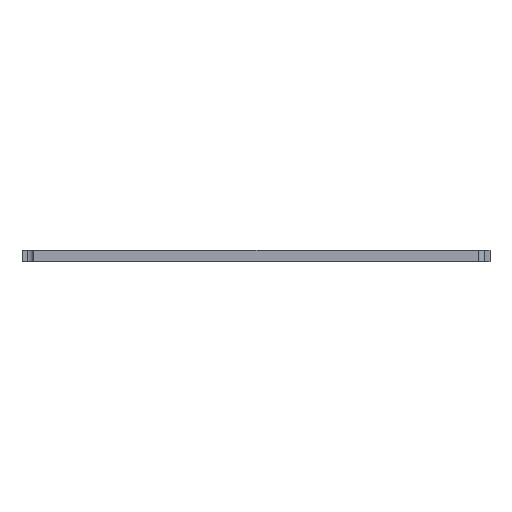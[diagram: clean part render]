
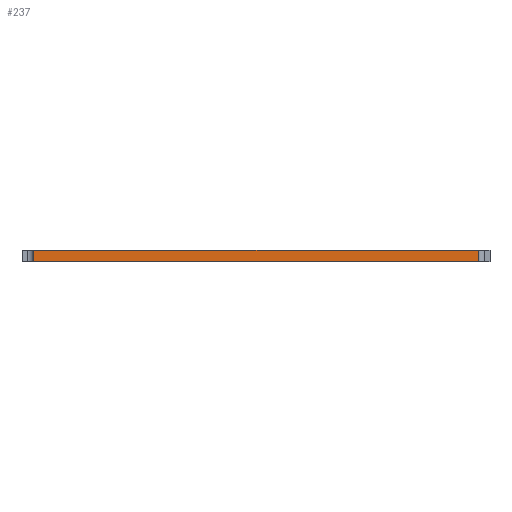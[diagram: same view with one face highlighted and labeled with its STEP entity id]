
A CAD part, left-side view. The second image highlights one B-rep face of the part: STEP entity #237.
In plain terms, the highlighted planar face has unit normal (-1, 0, 0).
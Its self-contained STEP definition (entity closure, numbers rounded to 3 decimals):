
#198=CARTESIAN_POINT('Axis2P3D Location',(-13.,-37.,50.)) ;
#203=CARTESIAN_POINT('Line Origine',(-13.,38.,51.)) ;
#207=CARTESIAN_POINT('Vertex',(-13.,38.,50.)) ;
#209=CARTESIAN_POINT('Vertex',(-13.,38.,52.)) ;
#212=CARTESIAN_POINT('Line Origine',(-13.,0.5,50.)) ;
#216=CARTESIAN_POINT('Vertex',(-13.,-37.,50.)) ;
#219=CARTESIAN_POINT('Line Origine',(-13.,-37.,51.)) ;
#223=CARTESIAN_POINT('Vertex',(-13.,-37.,52.)) ;
#226=CARTESIAN_POINT('Line Origine',(-13.,0.5,52.)) ;
#199=DIRECTION('Axis2P3D Direction',(1.,0.,-0.)) ;
#200=DIRECTION('Axis2P3D XDirection',(0.,1.,0.)) ;
#204=DIRECTION('Vector Direction',(0.,0.,1.)) ;
#213=DIRECTION('Vector Direction',(0.,1.,0.)) ;
#220=DIRECTION('Vector Direction',(0.,0.,1.)) ;
#227=DIRECTION('Vector Direction',(0.,1.,0.)) ;
#201=AXIS2_PLACEMENT_3D('Plane Axis2P3D',#198,#199,#200) ;
#232=ORIENTED_EDGE('',*,*,#211,.F.) ;
#233=ORIENTED_EDGE('',*,*,#218,.T.) ;
#234=ORIENTED_EDGE('',*,*,#225,.T.) ;
#235=ORIENTED_EDGE('',*,*,#230,.F.) ;
#205=VECTOR('Line Direction',#204,1.) ;
#214=VECTOR('Line Direction',#213,1.) ;
#221=VECTOR('Line Direction',#220,1.) ;
#228=VECTOR('Line Direction',#227,1.) ;
#237=ADVANCED_FACE('Corps principal',(#236),#202,.F.) ;
#211=EDGE_CURVE('',#208,#210,#206,.T.) ;
#218=EDGE_CURVE('',#208,#217,#215,.F.) ;
#225=EDGE_CURVE('',#217,#224,#222,.T.) ;
#230=EDGE_CURVE('',#210,#224,#229,.F.) ;
#231=EDGE_LOOP('',(#232,#233,#234,#235)) ;
#236=FACE_OUTER_BOUND('',#231,.T.) ;
#206=LINE('Line',#203,#205) ;
#215=LINE('Line',#212,#214) ;
#222=LINE('Line',#219,#221) ;
#229=LINE('Line',#226,#228) ;
#202=PLANE('Plane',#201) ;
#208=VERTEX_POINT('',#207) ;
#210=VERTEX_POINT('',#209) ;
#217=VERTEX_POINT('',#216) ;
#224=VERTEX_POINT('',#223) ;
